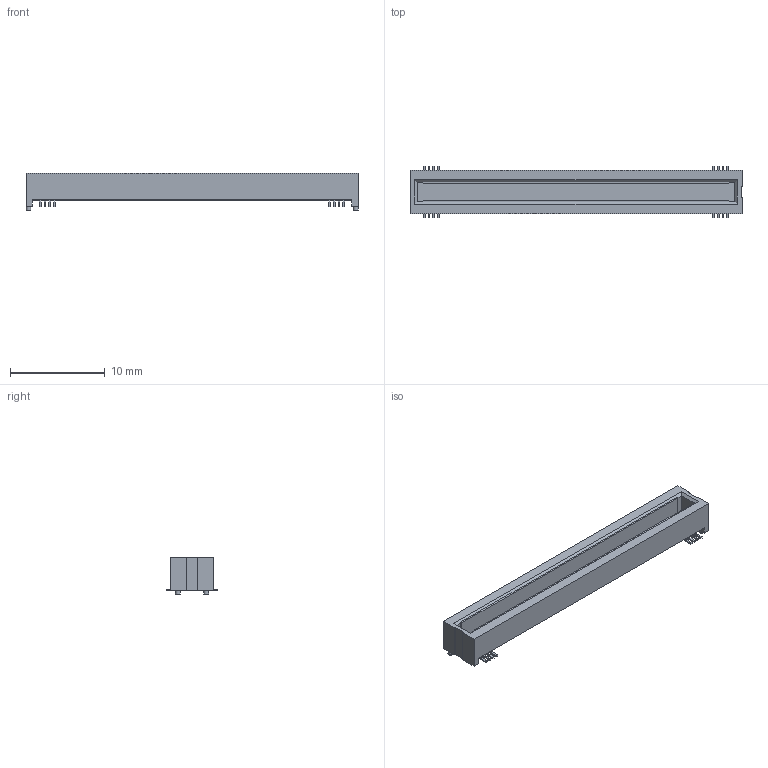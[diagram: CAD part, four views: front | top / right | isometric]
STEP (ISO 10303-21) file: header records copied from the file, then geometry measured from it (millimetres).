
FILE_DESCRIPTION(/* description */ (''),/* implementation_level */ '2;1');
FILE_NAME(/* name */ 'PANASONIC_AXK5SA3277YG.stp',/* time_stamp */ '2017-02-06T11:51:57+01:00',/* author */ ('jchouvet'),/* organization */ (''),/* preprocessor_version */ 'ST-DEVELOPER v16.1',/* originating_system */ 'AutoCAD Mechanical',/* authorisation */ '');
FILE_SCHEMA (('AUTOMOTIVE_DESIGN { 1 0 10303 214 3 1 1 }'));
Length unit declared in the file: millimetre
Products named in the file (1): Product
Bounding box: 35 x 5.4 x 4 mm (x, y, z)
Volume: 311.7 mm3; surface area: 743.2 mm2
Topology: 19 solids, 19 shells, 220 faces, 537 edges, 356 vertices
Faces by surface type: plane 184, cylinder 34, cone 2
Full cylindrical faces by diameter (mm): 0.5 x2
Entity records: 6348 total; most frequent: CARTESIAN_POINT 1102, ORIENTED_EDGE 1058, DIRECTION 1041, EDGE_CURVE 529, LINE 459, VECTOR 459, VERTEX_POINT 352, AXIS2_PLACEMENT_3D 291
